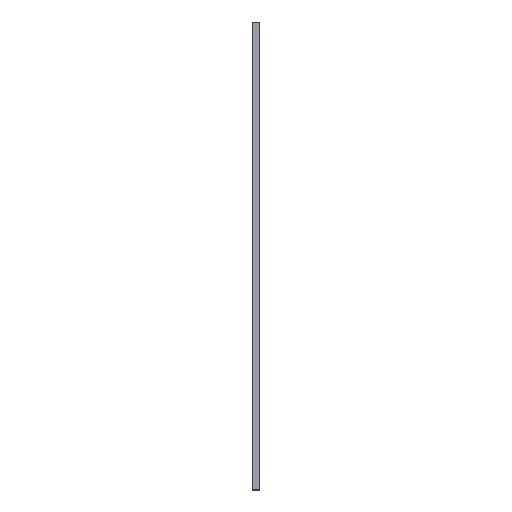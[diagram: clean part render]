
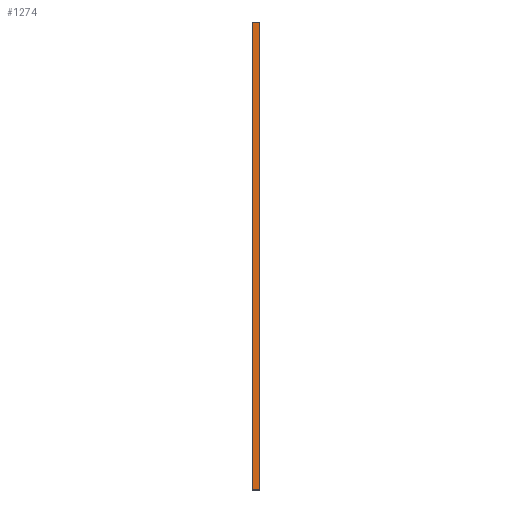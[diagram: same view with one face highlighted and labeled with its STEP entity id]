
A CAD part, front view. The second image highlights one B-rep face of the part: STEP entity #1274.
In plain terms, the highlighted planar face has unit normal (0, -1, 0).
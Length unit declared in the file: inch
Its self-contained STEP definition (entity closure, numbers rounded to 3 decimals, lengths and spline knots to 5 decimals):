
#175 = CARTESIAN_POINT ( 'NONE',  ( 39.93307, -18.5, -16.25 ) ) ;
#218 = LINE ( 'NONE', #1223, #2040 ) ;
#303 = VECTOR ( 'NONE', #904, 39.37008 ) ;
#330 = VERTEX_POINT ( 'NONE', #1289 ) ;
#446 = CARTESIAN_POINT ( 'NONE',  ( 39.93307, -18.5, 16.25 ) ) ;
#650 = CARTESIAN_POINT ( 'NONE',  ( 39.43307, -18.5, 16.25 ) ) ;
#708 = CARTESIAN_POINT ( 'NONE',  ( 39.93307, -18.5, 16.25 ) ) ;
#769 = EDGE_CURVE ( 'NONE', #1446, #1415, #1956, .T. ) ;
#851 = PLANE ( 'NONE',  #2907 ) ;
#904 = DIRECTION ( 'NONE',  ( -1., 0., 0. ) ) ;
#919 = CARTESIAN_POINT ( 'NONE',  ( 39.93307, -18.5, -16.25 ) ) ;
#920 = VERTEX_POINT ( 'NONE', #175 ) ;
#1047 = ORIENTED_EDGE ( 'NONE', *, *, #3071, .T. ) ;
#1153 = LINE ( 'NONE', #919, #303 ) ;
#1163 = LINE ( 'NONE', #446, #2755 ) ;
#1223 = CARTESIAN_POINT ( 'NONE',  ( 39.43307, -18.5, 16.25 ) ) ;
#1274 = ADVANCED_FACE ( 'NONE', ( #2347 ), #851, .F. ) ;
#1289 = CARTESIAN_POINT ( 'NONE',  ( 39.43307, -18.5, -16.25 ) ) ;
#1415 = VERTEX_POINT ( 'NONE', #650 ) ;
#1446 = VERTEX_POINT ( 'NONE', #2888 ) ;
#1910 = EDGE_CURVE ( 'NONE', #1446, #920, #1163, .T. ) ;
#1956 = LINE ( 'NONE', #708, #2772 ) ;
#2040 = VECTOR ( 'NONE', #2225, 39.37008 ) ;
#2225 = DIRECTION ( 'NONE',  ( 0., 0., -1. ) ) ;
#2255 = DIRECTION ( 'NONE',  ( -1., 0., 0. ) ) ;
#2315 = DIRECTION ( 'NONE',  ( -1., 0., 0. ) ) ;
#2331 = ORIENTED_EDGE ( 'NONE', *, *, #1910, .F. ) ;
#2347 = FACE_OUTER_BOUND ( 'NONE', #2788, .T. ) ;
#2634 = ORIENTED_EDGE ( 'NONE', *, *, #2764, .F. ) ;
#2708 = DIRECTION ( 'NONE',  ( 0., 0., -1. ) ) ;
#2755 = VECTOR ( 'NONE', #2708, 39.37008 ) ;
#2764 = EDGE_CURVE ( 'NONE', #920, #330, #1153, .T. ) ;
#2772 = VECTOR ( 'NONE', #2255, 39.37008 ) ;
#2788 = EDGE_LOOP ( 'NONE', ( #1047, #2634, #2331, #3028 ) ) ;
#2821 = CARTESIAN_POINT ( 'NONE',  ( 39.93307, -18.5, 16.25 ) ) ;
#2888 = CARTESIAN_POINT ( 'NONE',  ( 39.93307, -18.5, 16.25 ) ) ;
#2907 = AXIS2_PLACEMENT_3D ( 'NONE', #2821, #3056, #2315 ) ;
#3028 = ORIENTED_EDGE ( 'NONE', *, *, #769, .T. ) ;
#3056 = DIRECTION ( 'NONE',  ( 0., 1., 0. ) ) ;
#3071 = EDGE_CURVE ( 'NONE', #1415, #330, #218, .T. ) ;
